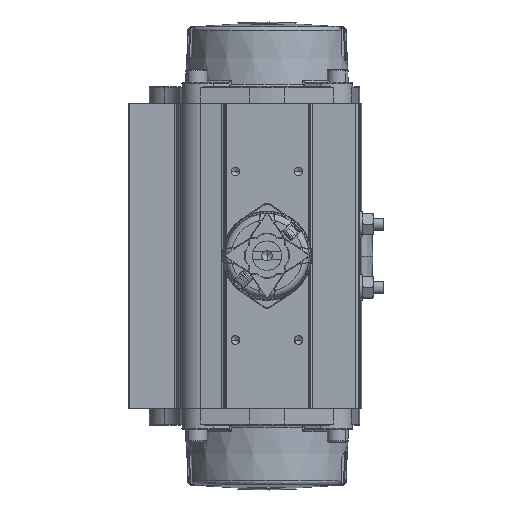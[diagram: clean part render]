
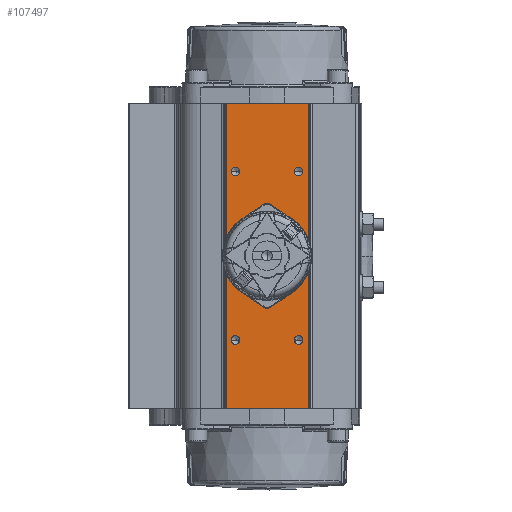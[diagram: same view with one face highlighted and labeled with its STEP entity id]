
A CAD part, top view. The second image highlights one B-rep face of the part: STEP entity #107497.
In plain terms, the highlighted face is planar.
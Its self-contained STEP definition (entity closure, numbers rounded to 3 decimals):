
#134 = CARTESIAN_POINT ( 'NONE',  ( 0.323, 39.5, -9.55 ) ) ;
#2115 = CARTESIAN_POINT ( 'NONE',  ( -39.677, 39.5, -12.935 ) ) ;
#3932 = DIRECTION ( 'NONE',  ( 0., 0., 1. ) ) ;
#6495 = CIRCLE ( 'NONE', #109370, 2.065 ) ;
#9069 = CIRCLE ( 'NONE', #149448, 2.065 ) ;
#9168 = VERTEX_POINT ( 'NONE', #134 ) ;
#13435 = ORIENTED_EDGE ( 'NONE', *, *, #123896, .T. ) ;
#13658 = CARTESIAN_POINT ( 'NONE',  ( 40.323, 39.5, 15. ) ) ;
#14058 = ORIENTED_EDGE ( 'NONE', *, *, #188598, .T. ) ;
#18042 = CARTESIAN_POINT ( 'NONE',  ( -72.127, 39.5, -19.5 ) ) ;
#20256 = EDGE_CURVE ( 'NONE', #98070, #60273, #148985, .T. ) ;
#20808 = VERTEX_POINT ( 'NONE', #18042 ) ;
#21429 = CARTESIAN_POINT ( 'NONE',  ( 0.323, 39.5, 19.5 ) ) ;
#22401 = LINE ( 'NONE', #21429, #74361 ) ;
#24863 = CIRCLE ( 'NONE', #149723, 2.065 ) ;
#26449 = ORIENTED_EDGE ( 'NONE', *, *, #107936, .T. ) ;
#26505 = DIRECTION ( 'NONE',  ( 0., 0., 1. ) ) ;
#26563 = VERTEX_POINT ( 'NONE', #128100 ) ;
#26906 = DIRECTION ( 'NONE',  ( 0., -1., 0. ) ) ;
#29420 = ORIENTED_EDGE ( 'NONE', *, *, #117143, .T. ) ;
#31238 = DIRECTION ( 'NONE',  ( 0., 0., 1. ) ) ;
#31295 = ORIENTED_EDGE ( 'NONE', *, *, #126020, .T. ) ;
#31708 = ORIENTED_EDGE ( 'NONE', *, *, #75509, .T. ) ;
#32470 = CARTESIAN_POINT ( 'NONE',  ( -39.677, 39.5, 15. ) ) ;
#36259 = DIRECTION ( 'NONE',  ( 0., 0., 1. ) ) ;
#41388 = CARTESIAN_POINT ( 'NONE',  ( 0.323, 39.5, 0. ) ) ;
#43052 = DIRECTION ( 'NONE',  ( 0., -1., 0. ) ) ;
#43097 = CARTESIAN_POINT ( 'NONE',  ( 40.323, 39.5, -15. ) ) ;
#47818 = CARTESIAN_POINT ( 'NONE',  ( 40.323, 39.5, -12.935 ) ) ;
#48059 = DIRECTION ( 'NONE',  ( 0., -1., 0. ) ) ;
#49771 = DIRECTION ( 'NONE',  ( 1., 0., 0. ) ) ;
#49833 = CARTESIAN_POINT ( 'NONE',  ( -39.677, 39.5, 15. ) ) ;
#52450 = EDGE_LOOP ( 'NONE', ( #110900, #31708 ) ) ;
#53382 = VERTEX_POINT ( 'NONE', #88805 ) ;
#55544 = FACE_BOUND ( 'NONE', #69247, .T. ) ;
#57882 = CARTESIAN_POINT ( 'NONE',  ( 0.323, 39.5, -19.5 ) ) ;
#59327 = ORIENTED_EDGE ( 'NONE', *, *, #114410, .T. ) ;
#60273 = VERTEX_POINT ( 'NONE', #155774 ) ;
#61576 = VERTEX_POINT ( 'NONE', #118661 ) ;
#62260 = EDGE_LOOP ( 'NONE', ( #70531, #180746 ) ) ;
#63101 = EDGE_LOOP ( 'NONE', ( #127924, #155323 ) ) ;
#63207 = DIRECTION ( 'NONE',  ( 0., 0., 1. ) ) ;
#65837 = CARTESIAN_POINT ( 'NONE',  ( 40.323, 39.5, 12.935 ) ) ;
#66978 = ORIENTED_EDGE ( 'NONE', *, *, #178864, .T. ) ;
#67020 = DIRECTION ( 'NONE',  ( 0., -1., 0. ) ) ;
#68005 = CARTESIAN_POINT ( 'NONE',  ( 0.323, 39.5, 9.55 ) ) ;
#69247 = EDGE_LOOP ( 'NONE', ( #13435, #26449 ) ) ;
#70531 = ORIENTED_EDGE ( 'NONE', *, *, #120053, .T. ) ;
#71088 = AXIS2_PLACEMENT_3D ( 'NONE', #32470, #48059, #36259 ) ;
#71551 = CIRCLE ( 'NONE', #165051, 2.065 ) ;
#71752 = ORIENTED_EDGE ( 'NONE', *, *, #89250, .T. ) ;
#73089 = FACE_BOUND ( 'NONE', #63101, .T. ) ;
#74361 = VECTOR ( 'NONE', #49771, 1000. ) ;
#75509 = EDGE_CURVE ( 'NONE', #143384, #117513, #9069, .T. ) ;
#76263 = CARTESIAN_POINT ( 'NONE',  ( -72.127, 39.5, -40.906 ) ) ;
#80688 = VERTEX_POINT ( 'NONE', #68005 ) ;
#80743 = AXIS2_PLACEMENT_3D ( 'NONE', #176775, #43052, #26505 ) ;
#83174 = LINE ( 'NONE', #129056, #136822 ) ;
#85416 = CARTESIAN_POINT ( 'NONE',  ( 40.323, 39.5, 15. ) ) ;
#85831 = FACE_BOUND ( 'NONE', #62260, .T. ) ;
#86470 = DIRECTION ( 'NONE',  ( 0., 0., -1. ) ) ;
#87200 = LINE ( 'NONE', #57882, #116846 ) ;
#88670 = VECTOR ( 'NONE', #3932, 1000. ) ;
#88805 = CARTESIAN_POINT ( 'NONE',  ( 72.773, 39.5, 19.5 ) ) ;
#89250 = EDGE_CURVE ( 'NONE', #93278, #96394, #162175, .T. ) ;
#90138 = EDGE_CURVE ( 'NONE', #99917, #61576, #6495, .T. ) ;
#93278 = VERTEX_POINT ( 'NONE', #65837 ) ;
#96394 = VERTEX_POINT ( 'NONE', #183791 ) ;
#97143 = DIRECTION ( 'NONE',  ( 0., -1., 0. ) ) ;
#98070 = VERTEX_POINT ( 'NONE', #181943 ) ;
#99917 = VERTEX_POINT ( 'NONE', #2115 ) ;
#100447 = FACE_BOUND ( 'NONE', #52450, .T. ) ;
#101077 = CARTESIAN_POINT ( 'NONE',  ( 0.323, 39.5, 0. ) ) ;
#103351 = AXIS2_PLACEMENT_3D ( 'NONE', #41388, #187893, #173201 ) ;
#106519 = LINE ( 'NONE', #76263, #88670 ) ;
#107497 = ADVANCED_FACE ( 'NONE', ( #133621, #55544, #73089, #85831, #100447, #191259 ), #117024, .T. ) ;
#107936 = EDGE_CURVE ( 'NONE', #80688, #9168, #171866, .T. ) ;
#109370 = AXIS2_PLACEMENT_3D ( 'NONE', #187351, #190248, #141452 ) ;
#110090 = AXIS2_PLACEMENT_3D ( 'NONE', #101077, #26906, #86470 ) ;
#110900 = ORIENTED_EDGE ( 'NONE', *, *, #191654, .T. ) ;
#113979 = CARTESIAN_POINT ( 'NONE',  ( 72.773, 39.5, -19.5 ) ) ;
#114410 = EDGE_CURVE ( 'NONE', #163147, #20808, #87200, .T. ) ;
#115774 = AXIS2_PLACEMENT_3D ( 'NONE', #161877, #130736, #193176 ) ;
#116610 = DIRECTION ( 'NONE',  ( 0., 0., 1. ) ) ;
#116846 = VECTOR ( 'NONE', #146733, 1000. ) ;
#117024 = PLANE ( 'NONE',  #115774 ) ;
#117143 = EDGE_CURVE ( 'NONE', #96394, #93278, #134016, .T. ) ;
#117303 = EDGE_CURVE ( 'NONE', #61576, #99917, #71551, .T. ) ;
#117307 = DIRECTION ( 'NONE',  ( 0., -1., 0. ) ) ;
#117513 = VERTEX_POINT ( 'NONE', #167213 ) ;
#118661 = CARTESIAN_POINT ( 'NONE',  ( -39.677, 39.5, -17.065 ) ) ;
#120053 = EDGE_CURVE ( 'NONE', #60273, #98070, #24863, .T. ) ;
#123896 = EDGE_CURVE ( 'NONE', #9168, #80688, #166113, .T. ) ;
#126020 = EDGE_CURVE ( 'NONE', #20808, #26563, #106519, .T. ) ;
#127924 = ORIENTED_EDGE ( 'NONE', *, *, #117303, .T. ) ;
#128100 = CARTESIAN_POINT ( 'NONE',  ( -72.127, 39.5, 19.5 ) ) ;
#129056 = CARTESIAN_POINT ( 'NONE',  ( 72.773, 39.5, -34.607 ) ) ;
#130736 = DIRECTION ( 'NONE',  ( 0., 1., 0. ) ) ;
#132232 = CARTESIAN_POINT ( 'NONE',  ( -39.677, 39.5, -15. ) ) ;
#132792 = DIRECTION ( 'NONE',  ( 0., -1., 0. ) ) ;
#133621 = FACE_OUTER_BOUND ( 'NONE', #188640, .T. ) ;
#134016 = CIRCLE ( 'NONE', #177599, 2.065 ) ;
#136822 = VECTOR ( 'NONE', #188629, 1000. ) ;
#136933 = CIRCLE ( 'NONE', #80743, 2.065 ) ;
#137286 = AXIS2_PLACEMENT_3D ( 'NONE', #13658, #132792, #31238 ) ;
#141452 = DIRECTION ( 'NONE',  ( 0., 0., 1. ) ) ;
#142054 = DIRECTION ( 'NONE',  ( 0., 0., 1. ) ) ;
#143384 = VERTEX_POINT ( 'NONE', #47818 ) ;
#146733 = DIRECTION ( 'NONE',  ( -1., 0., 0. ) ) ;
#147817 = EDGE_LOOP ( 'NONE', ( #71752, #29420 ) ) ;
#148768 = DIRECTION ( 'NONE',  ( 0., -1., 0. ) ) ;
#148985 = CIRCLE ( 'NONE', #71088, 2.065 ) ;
#149448 = AXIS2_PLACEMENT_3D ( 'NONE', #43097, #117307, #160236 ) ;
#149723 = AXIS2_PLACEMENT_3D ( 'NONE', #49833, #67020, #63207 ) ;
#155323 = ORIENTED_EDGE ( 'NONE', *, *, #90138, .T. ) ;
#155774 = CARTESIAN_POINT ( 'NONE',  ( -39.677, 39.5, 12.935 ) ) ;
#160236 = DIRECTION ( 'NONE',  ( 0., 0., 1. ) ) ;
#161877 = CARTESIAN_POINT ( 'NONE',  ( 0.323, 39.5, -20. ) ) ;
#162175 = CIRCLE ( 'NONE', #137286, 2.065 ) ;
#163147 = VERTEX_POINT ( 'NONE', #113979 ) ;
#165051 = AXIS2_PLACEMENT_3D ( 'NONE', #132232, #148768, #116610 ) ;
#166113 = CIRCLE ( 'NONE', #110090, 9.55 ) ;
#167213 = CARTESIAN_POINT ( 'NONE',  ( 40.323, 39.5, -17.065 ) ) ;
#171866 = CIRCLE ( 'NONE', #103351, 9.55 ) ;
#173201 = DIRECTION ( 'NONE',  ( 0., 0., -1. ) ) ;
#176775 = CARTESIAN_POINT ( 'NONE',  ( 40.323, 39.5, -15. ) ) ;
#177599 = AXIS2_PLACEMENT_3D ( 'NONE', #85416, #97143, #142054 ) ;
#178864 = EDGE_CURVE ( 'NONE', #26563, #53382, #22401, .T. ) ;
#180746 = ORIENTED_EDGE ( 'NONE', *, *, #20256, .T. ) ;
#181943 = CARTESIAN_POINT ( 'NONE',  ( -39.677, 39.5, 17.065 ) ) ;
#183791 = CARTESIAN_POINT ( 'NONE',  ( 40.323, 39.5, 17.065 ) ) ;
#187351 = CARTESIAN_POINT ( 'NONE',  ( -39.677, 39.5, -15. ) ) ;
#187893 = DIRECTION ( 'NONE',  ( 0., -1., 0. ) ) ;
#188598 = EDGE_CURVE ( 'NONE', #53382, #163147, #83174, .T. ) ;
#188629 = DIRECTION ( 'NONE',  ( 0., 0., -1. ) ) ;
#188640 = EDGE_LOOP ( 'NONE', ( #66978, #14058, #59327, #31295 ) ) ;
#190248 = DIRECTION ( 'NONE',  ( 0., -1., 0. ) ) ;
#191259 = FACE_BOUND ( 'NONE', #147817, .T. ) ;
#191654 = EDGE_CURVE ( 'NONE', #117513, #143384, #136933, .T. ) ;
#193176 = DIRECTION ( 'NONE',  ( 0., 0., -1. ) ) ;
